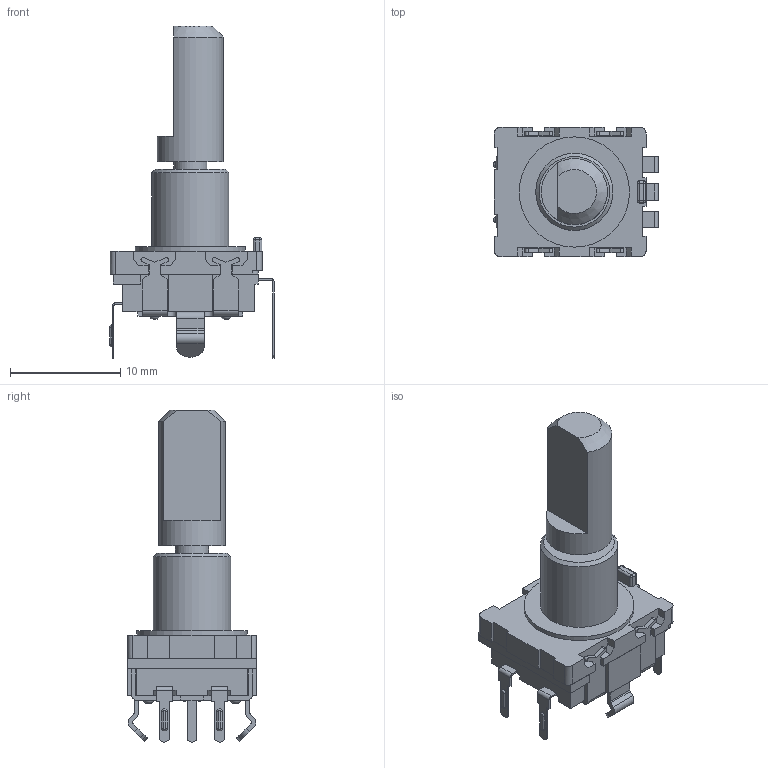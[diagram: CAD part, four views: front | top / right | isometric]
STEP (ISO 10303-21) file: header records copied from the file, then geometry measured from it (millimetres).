
FILE_DESCRIPTION(/* description */ ('Unknown'),/* implementation_level */ '2;1');
FILE_NAME(/* name */ '482020714001',/* time_stamp */ '2018-07-31T12:31:48+02:00',/* author */ ('Unknown'),/* organization */ ('Unknown'),/* preprocessor_version */ 'ST-DEVELOPER v16.7',/* originating_system */ 'DEX',/* authorisation */ $);
FILE_SCHEMA (('AUTOMOTIVE_DESIGN {1 0 10303 214 3 1 1}'));
Length unit declared in the file: millimetre
Products named in the file (5): 482020714001; pin; pin_short; contact_plate
Assembly tree (7 placements, depth 2):
  482020714001
    482020714001
    pin  x3
    pin_short  x2
    contact_plate
Bounding box: 14.9 x 11.7 x 30.1 mm (x, y, z)
Volume: 1416.1 mm3; surface area: 1497.2 mm2
Topology: 7 solids, 7 shells, 426 faces, 1110 edges, 716 vertices
Faces by surface type: plane 315, cylinder 89, torus 16, sphere 4, cone 2
Full cylindrical faces by diameter (mm): 3 x1, 6 x1, 7 x1, 10 x1
Entity records: 12472 total; most frequent: CARTESIAN_POINT 1941, ORIENTED_EDGE 1886, DIRECTION 1860, EDGE_CURVE 943, LINE 770, VECTOR 770, VERTEX_POINT 618, AXIS2_PLACEMENT_3D 545
